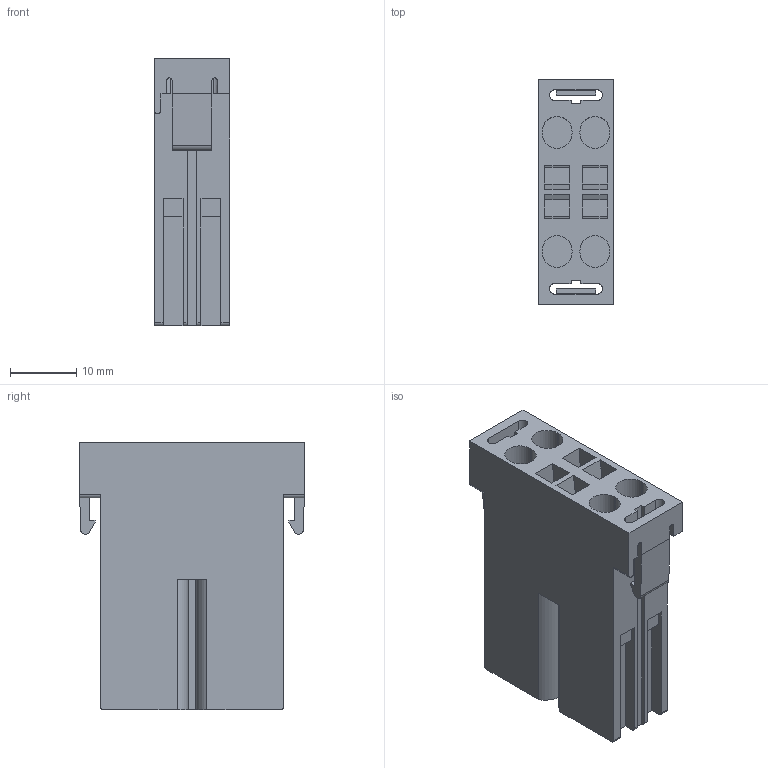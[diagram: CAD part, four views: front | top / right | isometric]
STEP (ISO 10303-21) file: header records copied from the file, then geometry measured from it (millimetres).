
FILE_DESCRIPTION(('CATIA V5 STEP Exchange','CAx-IF Rec.Pracs.--- Model Styling and Organization---1.2---2011-12-15'),'2;1');
FILE_NAME ('019932-3_1', '2018-08-28T12:45:58+00:00', ('none'), ('Weidmueller'), 'CATIA Version 5-6 Release 2014', 'CATIA V5 STEP AP214', 'none');
FILE_SCHEMA(('AUTOMOTIVE_DESIGN { 1 0 10303 214 1 1 1 1 }'));
Length unit declared in the file: millimetre
Products named in the file (1): 1730130000 
Bounding box: 11.4 x 34 x 40.4 mm (x, y, z)
Volume: 10422.7 mm3; surface area: 6924.2 mm2
Topology: 1 solids, 1 shells, 193 faces, 514 edges, 338 vertices
Faces by surface type: plane 125, cylinder 60, cone 8
Entity records: 5503 total; most frequent: ORIENTED_EDGE 1028, CARTESIAN_POINT 1006, DIRECTION 728, EDGE_CURVE 514, VECTOR 390, LINE 390, VERTEX_POINT 338, AXIS2_PLACEMENT_3D 230
